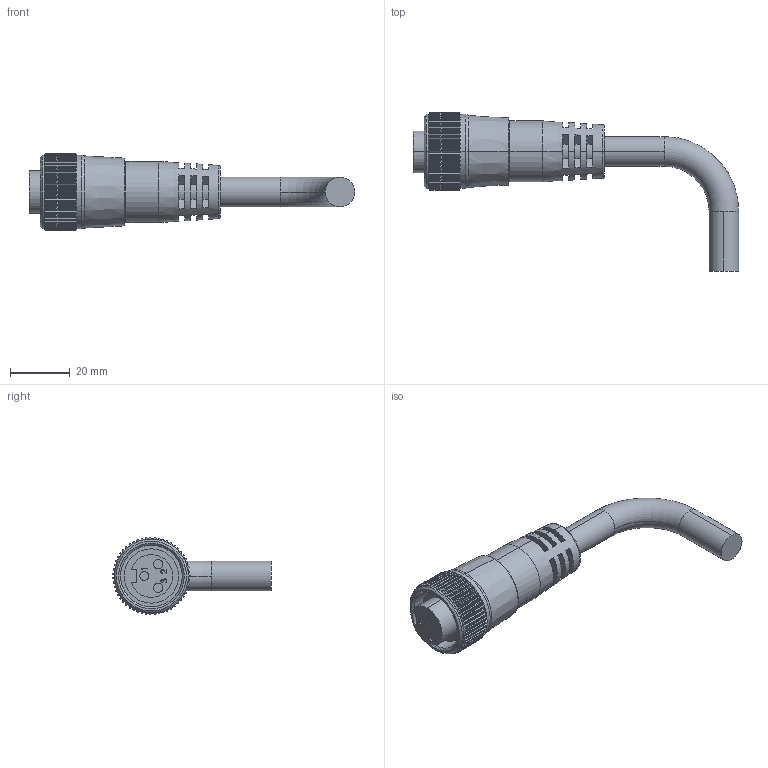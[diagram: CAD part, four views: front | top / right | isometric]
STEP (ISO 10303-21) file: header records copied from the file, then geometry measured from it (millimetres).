
FILE_DESCRIPTION (( 'STEP AP214' ), '1' );
FILE_NAME ('ZP-S1-3FP-10M.step', '2016-03-08T22:09:27', ( '' ), ( '' ), 'SwSTEP 2.0', 'SolidWorks 2015', '' );
FILE_SCHEMA (( 'AUTOMOTIVE_DESIGN' ));
Length unit declared in the file: millimetre
Products named in the file (1): ZP-S1-3FP-10M
Bounding box: 108.72 x 52.9 x 25.84 mm (x, y, z)
Volume: 26739.4 mm3; surface area: 11836.8 mm2
Topology: 2 solids, 2 shells, 540 faces, 1534 edges, 1016 vertices
Faces by surface type: cylinder 306, plane 192, bspline 20, cone 14, torus 8
Entity records: 20025 total; most frequent: CARTESIAN_POINT 7133, ORIENTED_EDGE 3068, DIRECTION 2136, EDGE_CURVE 1534, VERTEX_POINT 1016, AXIS2_PLACEMENT_3D 783, B_SPLINE_CURVE_WITH_KNOTS 702, VECTOR 570
